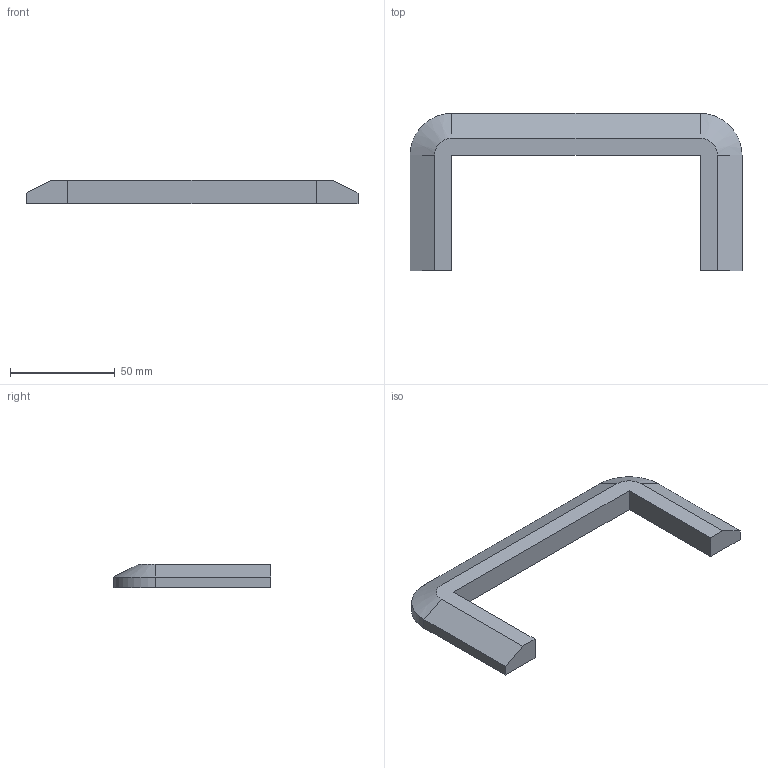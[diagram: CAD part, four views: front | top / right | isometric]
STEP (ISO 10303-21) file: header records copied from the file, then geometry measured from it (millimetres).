
FILE_DESCRIPTION (( 'STEP AP214' ), '1' );
FILE_NAME ('CKK-40D-VS-120-055-K01 Ââîä â ñòåíó äëÿ Ê.Ê. 120õ55.STEP', '2016-07-14T12:50:07', ( '' ), ( '' ), 'SwSTEP 2.0', 'SolidWorks 2014', '' );
FILE_SCHEMA (( 'AUTOMOTIVE_DESIGN' ));
Length unit declared in the file: millimetre
Products named in the file (1): CKK-40D-VS-120-055-K01 Ââîä â ñòåíó äëÿ Ê.Ê. 120õ55
Bounding box: 158.5 x 75 x 11 mm (x, y, z)
Volume: 13685.5 mm3; surface area: 19085.6 mm2
Topology: 1 solids, 1 shells, 37 faces, 94 edges, 60 vertices
Faces by surface type: plane 25, cylinder 8, cone 4
Entity records: 1138 total; most frequent: CARTESIAN_POINT 192, DIRECTION 190, ORIENTED_EDGE 188, EDGE_CURVE 94, LINE 74, VECTOR 74, VERTEX_POINT 60, AXIS2_PLACEMENT_3D 58
